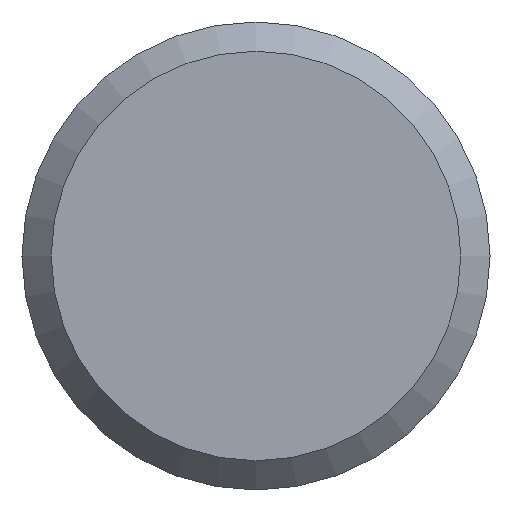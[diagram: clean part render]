
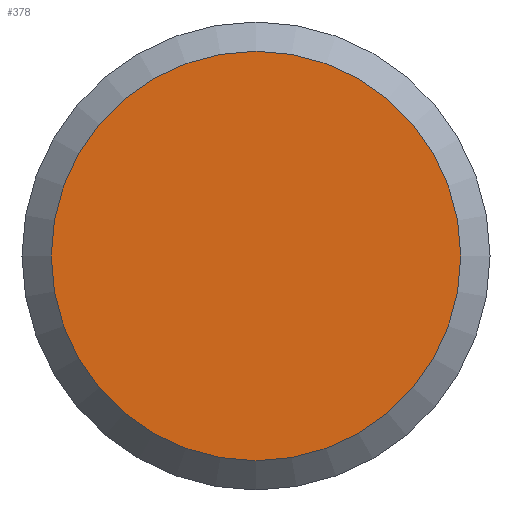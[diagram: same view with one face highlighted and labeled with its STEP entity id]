
A CAD part, front view. The second image highlights one B-rep face of the part: STEP entity #378.
In plain terms, the highlighted planar face has unit normal (0, -1, 0).
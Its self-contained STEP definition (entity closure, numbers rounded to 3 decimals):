
#26=PLANE('',#426);
#40=FACE_OUTER_BOUND('',#63,.T.);
#63=EDGE_LOOP('',(#251));
#129=CIRCLE('',#427,5.25);
#158=VERTEX_POINT('',#611);
#195=EDGE_CURVE('',#158,#158,#129,.T.);
#251=ORIENTED_EDGE('',*,*,#195,.F.);
#378=ADVANCED_FACE('',(#40),#26,.T.);
#426=AXIS2_PLACEMENT_3D('',#610,#489,#490);
#427=AXIS2_PLACEMENT_3D('',#612,#491,#492);
#489=DIRECTION('center_axis',(0.,-1.,0.));
#490=DIRECTION('ref_axis',(0.,0.,-1.));
#491=DIRECTION('center_axis',(0.,1.,0.));
#492=DIRECTION('ref_axis',(-1.,0.,0.));
#610=CARTESIAN_POINT('Origin',(5.55,0.,0.));
#611=CARTESIAN_POINT('',(5.25,0.,0.));
#612=CARTESIAN_POINT('Origin',(0.,0.,
0.));
